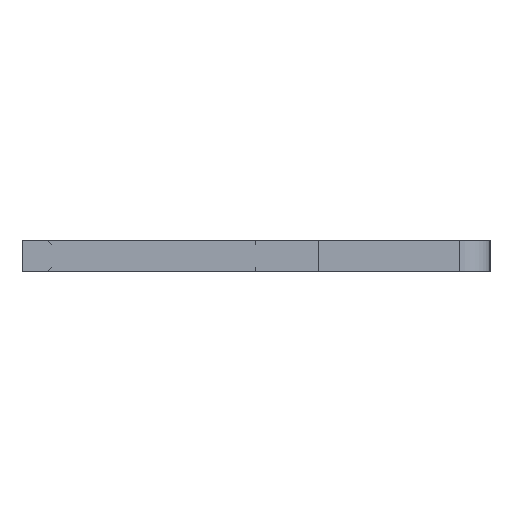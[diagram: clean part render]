
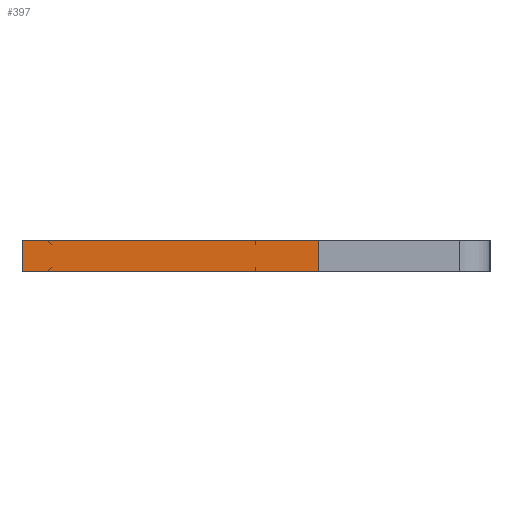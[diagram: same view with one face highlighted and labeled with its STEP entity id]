
A CAD part, left-side view. The second image highlights one B-rep face of the part: STEP entity #397.
In plain terms, the highlighted face is planar.
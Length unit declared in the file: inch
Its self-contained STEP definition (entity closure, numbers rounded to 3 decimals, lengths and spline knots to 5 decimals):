
#8 = DIRECTION ( 'NONE',  ( 0., 1., 0. ) ) ;
#26 = EDGE_CURVE ( 'NONE', #918, #1702, #988, .T. ) ;
#88 = PLANE ( 'NONE',  #940 ) ;
#142 = CARTESIAN_POINT ( 'NONE',  ( 0.01, -0.04, -0.04 ) ) ;
#182 = FACE_OUTER_BOUND ( 'NONE', #1054, .T. ) ;
#247 = CARTESIAN_POINT ( 'NONE',  ( -0.01, 0.15, -0.04 ) ) ;
#337 = CARTESIAN_POINT ( 'NONE',  ( 0.01, 0.15, -0.04 ) ) ;
#374 = LINE ( 'NONE', #337, #1573 ) ;
#393 = DIRECTION ( 'NONE',  ( -1., 0., 0. ) ) ;
#397 = ADVANCED_FACE ( 'NONE', ( #182 ), #88, .F. ) ;
#426 = DIRECTION ( 'NONE',  ( 1., 0., 0. ) ) ;
#452 = CARTESIAN_POINT ( 'NONE',  ( 0.01, 0.15, -0.04 ) ) ;
#577 = EDGE_CURVE ( 'NONE', #855, #1702, #1577, .T. ) ;
#610 = DIRECTION ( 'NONE',  ( -1., 0., 0. ) ) ;
#629 = CARTESIAN_POINT ( 'NONE',  ( 0.01, -0.04, -0.04 ) ) ;
#677 = ORIENTED_EDGE ( 'NONE', *, *, #26, .F. ) ;
#709 = ORIENTED_EDGE ( 'NONE', *, *, #577, .T. ) ;
#855 = VERTEX_POINT ( 'NONE', #1809 ) ;
#918 = VERTEX_POINT ( 'NONE', #452 ) ;
#940 = AXIS2_PLACEMENT_3D ( 'NONE', #1101, #1281, #426 ) ;
#988 = LINE ( 'NONE', #1243, #1423 ) ;
#993 = EDGE_CURVE ( 'NONE', #1397, #918, #374, .T. ) ;
#1054 = EDGE_LOOP ( 'NONE', ( #709, #677, #1664, #2006 ) ) ;
#1101 = CARTESIAN_POINT ( 'NONE',  ( 0.01, 0.15, -0.04 ) ) ;
#1119 = DIRECTION ( 'NONE',  ( 0., 1., 0. ) ) ;
#1187 = EDGE_CURVE ( 'NONE', #1397, #855, #1759, .T. ) ;
#1243 = CARTESIAN_POINT ( 'NONE',  ( 0.01, 0.15, -0.04 ) ) ;
#1281 = DIRECTION ( 'NONE',  ( 0., 0., 1. ) ) ;
#1318 = VECTOR ( 'NONE', #610, 39.37008 ) ;
#1372 = VECTOR ( 'NONE', #1119, 39.37008 ) ;
#1397 = VERTEX_POINT ( 'NONE', #629 ) ;
#1423 = VECTOR ( 'NONE', #393, 39.37008 ) ;
#1573 = VECTOR ( 'NONE', #8, 39.37008 ) ;
#1577 = LINE ( 'NONE', #1658, #1372 ) ;
#1658 = CARTESIAN_POINT ( 'NONE',  ( -0.01, 0.15, -0.04 ) ) ;
#1664 = ORIENTED_EDGE ( 'NONE', *, *, #993, .F. ) ;
#1702 = VERTEX_POINT ( 'NONE', #247 ) ;
#1759 = LINE ( 'NONE', #142, #1318 ) ;
#1809 = CARTESIAN_POINT ( 'NONE',  ( -0.01, -0.04, -0.04 ) ) ;
#2006 = ORIENTED_EDGE ( 'NONE', *, *, #1187, .T. ) ;
